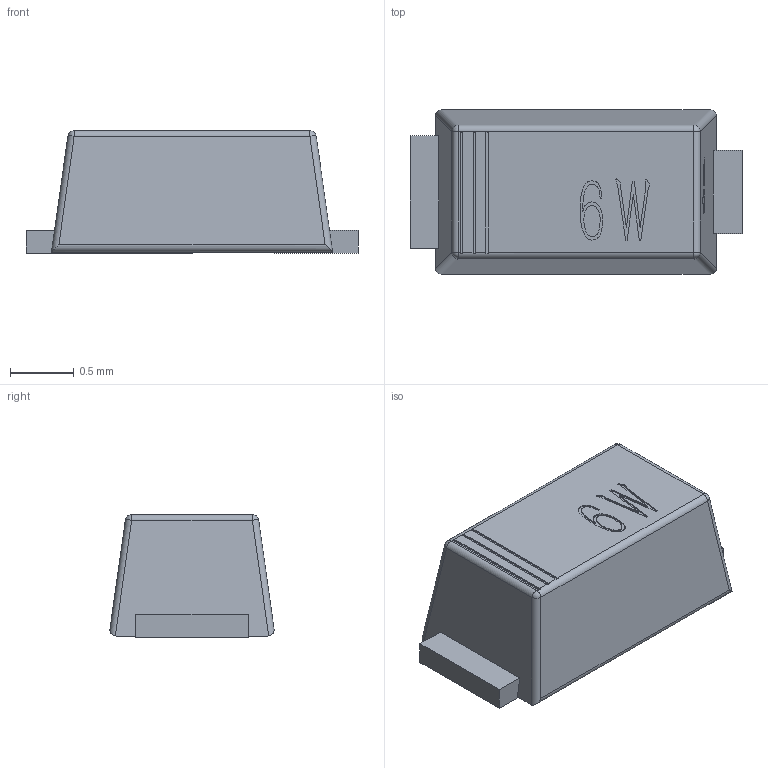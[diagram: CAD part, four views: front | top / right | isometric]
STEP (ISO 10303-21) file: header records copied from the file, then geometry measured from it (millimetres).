
FILE_DESCRIPTION (( 'STEP AP214' ), '1' );
FILE_NAME ('PMDE_L2.2-W1.3-LS2.5-RD.step', '2022-08-04T05:55:52', ( '' ), ( '' ), 'SwSTEP 2.0', 'SolidWorks 2020', '' );
FILE_SCHEMA (( 'AUTOMOTIVE_DESIGN' ));
Length unit declared in the file: millimetre
Products named in the file (1): PMDE_L2.2-W1.3-LS2.5-RD
Bounding box: 2.6 x 1.28 x 0.96 mm (x, y, z)
Volume: 2.4 mm3; surface area: 15.8 mm2
Topology: 16 solids, 16 shells, 384 faces, 1014 edges, 672 vertices
Faces by surface type: plane 242, bspline 128, cylinder 10, sphere 4
Entity records: 16801 total; most frequent: CARTESIAN_POINT 5215, ORIENTED_EDGE 2028, DIRECTION 1278, EDGE_CURVE 1014, VECTOR 728, LINE 728, VERTEX_POINT 672, EDGE_LOOP 406
